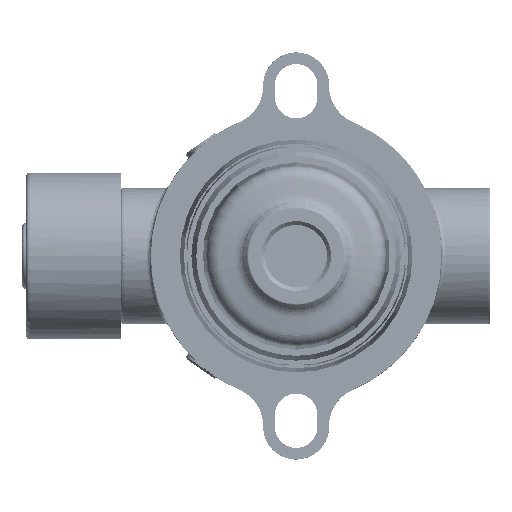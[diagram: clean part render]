
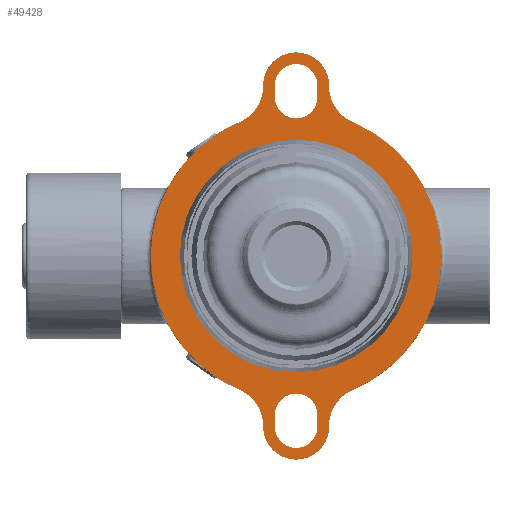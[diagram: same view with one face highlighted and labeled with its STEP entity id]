
A CAD part, front view. The second image highlights one B-rep face of the part: STEP entity #49428.
In plain terms, the highlighted planar face has unit normal (0, -1, 0).
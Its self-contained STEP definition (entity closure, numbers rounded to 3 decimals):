
#689=CIRCLE('',#51883,5.5);
#690=CIRCLE('',#51886,5.5);
#692=CIRCLE('',#51891,5.5);
#695=CIRCLE('',#51896,5.5);
#698=CIRCLE('',#51900,30.);
#699=CIRCLE('',#51901,30.);
#700=CIRCLE('',#51903,8.5);
#701=CIRCLE('',#51904,10.);
#702=CIRCLE('',#51905,37.5);
#703=CIRCLE('',#51906,10.);
#704=CIRCLE('',#51907,8.5);
#705=CIRCLE('',#51908,10.);
#706=CIRCLE('',#51909,37.5);
#707=CIRCLE('',#51910,10.);
#1826=LINE('',#86875,#4201);
#1830=LINE('',#86885,#4205);
#1833=LINE('',#86892,#4208);
#1837=LINE('',#86905,#4212);
#4201=VECTOR('',#55650,1000.);
#4205=VECTOR('',#55662,1000.);
#4208=VECTOR('',#55667,1000.);
#4212=VECTOR('',#55679,1000.);
#14503=ORIENTED_EDGE('',*,*,#28878,.F.);
#14504=ORIENTED_EDGE('',*,*,#28881,.F.);
#14505=ORIENTED_EDGE('',*,*,#28884,.F.);
#14506=ORIENTED_EDGE('',*,*,#28887,.F.);
#14507=ORIENTED_EDGE('',*,*,#28890,.T.);
#14508=ORIENTED_EDGE('',*,*,#28893,.F.);
#14509=ORIENTED_EDGE('',*,*,#28896,.F.);
#14510=ORIENTED_EDGE('',*,*,#28899,.F.);
#14511=ORIENTED_EDGE('',*,*,#28904,.F.);
#14512=ORIENTED_EDGE('',*,*,#28903,.F.);
#14513=ORIENTED_EDGE('',*,*,#28905,.T.);
#14514=ORIENTED_EDGE('',*,*,#28906,.T.);
#14515=ORIENTED_EDGE('',*,*,#28907,.T.);
#14516=ORIENTED_EDGE('',*,*,#28908,.T.);
#14517=ORIENTED_EDGE('',*,*,#28909,.T.);
#14518=ORIENTED_EDGE('',*,*,#28910,.T.);
#14519=ORIENTED_EDGE('',*,*,#28911,.T.);
#14520=ORIENTED_EDGE('',*,*,#28912,.T.);
#28878=EDGE_CURVE('',#36206,#36207,#689,.T.);
#28881=EDGE_CURVE('',#36209,#36206,#1826,.T.);
#28884=EDGE_CURVE('',#36211,#36209,#690,.T.);
#28887=EDGE_CURVE('',#36207,#36211,#1830,.T.);
#28890=EDGE_CURVE('',#36215,#36214,#1833,.T.);
#28893=EDGE_CURVE('',#36217,#36214,#692,.T.);
#28896=EDGE_CURVE('',#36219,#36217,#1837,.T.);
#28899=EDGE_CURVE('',#36215,#36219,#695,.T.);
#28903=EDGE_CURVE('',#36222,#36223,#698,.T.);
#28904=EDGE_CURVE('',#36223,#36222,#699,.T.);
#28905=EDGE_CURVE('',#36224,#36225,#700,.T.);
#28906=EDGE_CURVE('',#36225,#36226,#701,.T.);
#28907=EDGE_CURVE('',#36226,#36227,#702,.T.);
#28908=EDGE_CURVE('',#36227,#36228,#703,.T.);
#28909=EDGE_CURVE('',#36228,#36229,#704,.T.);
#28910=EDGE_CURVE('',#36229,#36230,#705,.T.);
#28911=EDGE_CURVE('',#36230,#36231,#706,.T.);
#28912=EDGE_CURVE('',#36231,#36224,#707,.T.);
#36206=VERTEX_POINT('',#86867);
#36207=VERTEX_POINT('',#86869);
#36209=VERTEX_POINT('',#86874);
#36211=VERTEX_POINT('',#86880);
#36214=VERTEX_POINT('',#86891);
#36215=VERTEX_POINT('',#86893);
#36217=VERTEX_POINT('',#86898);
#36219=VERTEX_POINT('',#86904);
#36222=VERTEX_POINT('',#86916);
#36223=VERTEX_POINT('',#86918);
#36224=VERTEX_POINT('',#86922);
#36225=VERTEX_POINT('',#86923);
#36226=VERTEX_POINT('',#86925);
#36227=VERTEX_POINT('',#86927);
#36228=VERTEX_POINT('',#86929);
#36229=VERTEX_POINT('',#86931);
#36230=VERTEX_POINT('',#86933);
#36231=VERTEX_POINT('',#86935);
#41554=EDGE_LOOP('',(#14503,#14504,#14505,#14506));
#41555=EDGE_LOOP('',(#14507,#14508,#14509,#14510));
#41556=EDGE_LOOP('',(#14511,#14512));
#41557=EDGE_LOOP('',(#14513,#14514,#14515,#14516,#14517,#14518,#14519,#14520));
#45267=FACE_BOUND('',#41554,.T.);
#45268=FACE_BOUND('',#41555,.T.);
#45269=FACE_BOUND('',#41556,.T.);
#45270=FACE_BOUND('',#41557,.T.);
#48520=PLANE('',#51902);
#49428=ADVANCED_FACE('',(#45267,#45268,#45269,#45270),#48520,.T.);
#51883=AXIS2_PLACEMENT_3D('',#86868,#55644,#55645);
#51886=AXIS2_PLACEMENT_3D('',#86881,#55655,#55656);
#51891=AXIS2_PLACEMENT_3D('',#86899,#55672,#55673);
#51896=AXIS2_PLACEMENT_3D('',#86909,#55685,#55686);
#51900=AXIS2_PLACEMENT_3D('',#86917,#55694,#55695);
#51901=AXIS2_PLACEMENT_3D('',#86919,#55696,#55697);
#51902=AXIS2_PLACEMENT_3D('',#86920,#55698,#55699);
#51903=AXIS2_PLACEMENT_3D('',#86921,#55700,#55701);
#51904=AXIS2_PLACEMENT_3D('',#86924,#55702,#55703);
#51905=AXIS2_PLACEMENT_3D('',#86926,#55704,#55705);
#51906=AXIS2_PLACEMENT_3D('',#86928,#55706,#55707);
#51907=AXIS2_PLACEMENT_3D('',#86930,#55708,#55709);
#51908=AXIS2_PLACEMENT_3D('',#86932,#55710,#55711);
#51909=AXIS2_PLACEMENT_3D('',#86934,#55712,#55713);
#51910=AXIS2_PLACEMENT_3D('',#86936,#55714,#55715);
#55644=DIRECTION('',(0.,-1.,0.));
#55645=DIRECTION('',(0.,0.,1.));
#55650=DIRECTION('',(0.,0.,-1.));
#55655=DIRECTION('',(0.,-1.,0.));
#55656=DIRECTION('',(0.,0.,1.));
#55662=DIRECTION('',(0.,0.,1.));
#55667=DIRECTION('',(0.,0.,1.));
#55672=DIRECTION('',(0.,-1.,0.));
#55673=DIRECTION('',(0.,0.,1.));
#55679=DIRECTION('',(0.,0.,1.));
#55685=DIRECTION('',(0.,-1.,0.));
#55686=DIRECTION('',(0.,0.,1.));
#55694=DIRECTION('',(0.,-1.,0.));
#55695=DIRECTION('',(0.,0.,1.));
#55696=DIRECTION('',(0.,-1.,0.));
#55697=DIRECTION('',(0.,0.,1.));
#55698=DIRECTION('',(0.,-1.,0.));
#55699=DIRECTION('',(0.,0.,1.));
#55700=DIRECTION('',(0.,-1.,0.));
#55701=DIRECTION('',(0.,0.,1.));
#55702=DIRECTION('',(0.,1.,0.));
#55703=DIRECTION('',(0.,0.,1.));
#55704=DIRECTION('',(0.,-1.,0.));
#55705=DIRECTION('',(0.,0.,1.));
#55706=DIRECTION('',(0.,1.,0.));
#55707=DIRECTION('',(0.,0.,1.));
#55708=DIRECTION('',(0.,-1.,0.));
#55709=DIRECTION('',(0.,0.,1.));
#55710=DIRECTION('',(0.,1.,0.));
#55711=DIRECTION('',(0.,0.,1.));
#55712=DIRECTION('',(0.,-1.,0.));
#55713=DIRECTION('',(0.,0.,1.));
#55714=DIRECTION('',(0.,1.,0.));
#55715=DIRECTION('',(0.,0.,1.));
#86867=CARTESIAN_POINT('',(-11.146,12.656,41.));
#86868=CARTESIAN_POINT('',(-5.646,12.656,41.));
#86869=CARTESIAN_POINT('',(-0.146,12.656,41.));
#86874=CARTESIAN_POINT('',(-11.146,12.656,44.));
#86875=CARTESIAN_POINT('',(-11.146,12.656,44.));
#86880=CARTESIAN_POINT('',(-0.146,12.656,44.));
#86881=CARTESIAN_POINT('',(-5.646,12.656,44.));
#86885=CARTESIAN_POINT('',(-0.146,12.656,41.));
#86891=CARTESIAN_POINT('',(-11.146,12.656,-41.));
#86892=CARTESIAN_POINT('',(-11.146,12.656,-44.));
#86893=CARTESIAN_POINT('',(-11.146,12.656,-44.));
#86898=CARTESIAN_POINT('',(-0.146,12.656,-41.));
#86899=CARTESIAN_POINT('',(-5.646,12.656,-41.));
#86904=CARTESIAN_POINT('',(-0.146,12.656,-44.));
#86905=CARTESIAN_POINT('',(-0.146,12.656,-44.));
#86909=CARTESIAN_POINT('',(-5.646,12.656,-44.));
#86916=CARTESIAN_POINT('',(-5.646,12.656,30.));
#86917=CARTESIAN_POINT('',(-5.646,12.656,0.));
#86918=CARTESIAN_POINT('',(-5.646,12.656,-30.));
#86919=CARTESIAN_POINT('',(-5.646,12.656,0.));
#86920=CARTESIAN_POINT('',(39.355,12.656,-63.001));
#86921=CARTESIAN_POINT('',(-5.646,12.656,-44.));
#86922=CARTESIAN_POINT('',(-14.145,12.656,-43.885));
#86923=CARTESIAN_POINT('',(2.853,12.656,-43.885));
#86924=CARTESIAN_POINT('',(12.852,12.656,-43.75));
#86925=CARTESIAN_POINT('',(8.958,12.656,-34.539));
#86926=CARTESIAN_POINT('',(-5.646,12.656,0.));
#86927=CARTESIAN_POINT('',(8.958,12.656,34.539));
#86928=CARTESIAN_POINT('',(12.852,12.656,43.75));
#86929=CARTESIAN_POINT('',(2.853,12.656,43.885));
#86930=CARTESIAN_POINT('',(-5.646,12.656,44.));
#86931=CARTESIAN_POINT('',(-14.145,12.656,43.885));
#86932=CARTESIAN_POINT('',(-24.144,12.656,43.75));
#86933=CARTESIAN_POINT('',(-20.25,12.656,34.539));
#86934=CARTESIAN_POINT('',(-5.646,12.656,0.));
#86935=CARTESIAN_POINT('',(-20.25,12.656,-34.539));
#86936=CARTESIAN_POINT('',(-24.144,12.656,-43.75));
